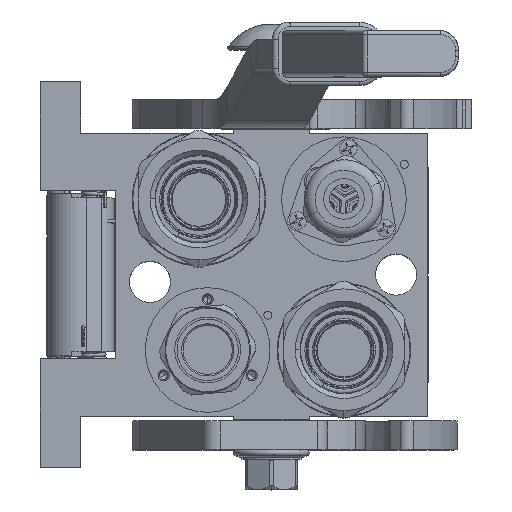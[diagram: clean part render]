
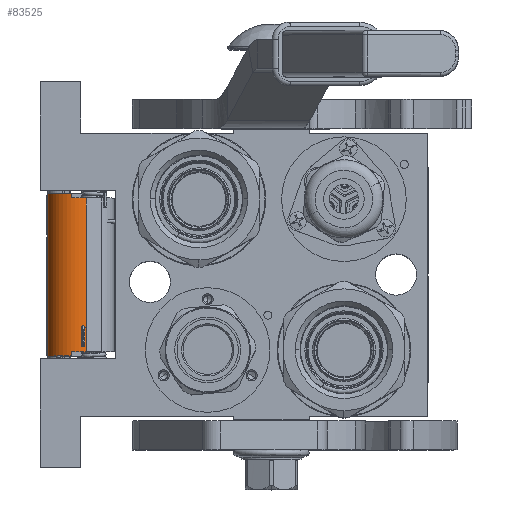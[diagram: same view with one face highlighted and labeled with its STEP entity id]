
A CAD part, top view. The second image highlights one B-rep face of the part: STEP entity #83525.
In plain terms, the highlighted cylindrical face has radius 9.5 mm (diameter 19 mm), a partial arc.
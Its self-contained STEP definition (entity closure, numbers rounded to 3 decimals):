
#3764 = DIRECTION ( 'NONE',  ( 1., 0., 0. ) ) ;
#6227 = CIRCLE ( 'NONE', #177247, 9.5 ) ;
#7195 = CARTESIAN_POINT ( 'NONE',  ( 28., -1.7, -58.5 ) ) ;
#9604 = EDGE_CURVE ( 'NONE', #165073, #58629, #165709, .T. ) ;
#12761 = CARTESIAN_POINT ( 'NONE',  ( -28., -1.7, -58.5 ) ) ;
#19493 = AXIS2_PLACEMENT_3D ( 'NONE', #12761, #167972, #123645 ) ;
#21718 = CYLINDRICAL_SURFACE ( 'NONE', #19493, 9.5 ) ;
#22270 = VERTEX_POINT ( 'NONE', #76196 ) ;
#24455 = EDGE_CURVE ( 'NONE', #59470, #132431, #121041, .T. ) ;
#27902 = CARTESIAN_POINT ( 'NONE',  ( -26.5, -1.7, -58.5 ) ) ;
#31673 = CARTESIAN_POINT ( 'NONE',  ( 26.5, -0.2, -67.881 ) ) ;
#33529 = VERTEX_POINT ( 'NONE', #159246 ) ;
#35904 = AXIS2_PLACEMENT_3D ( 'NONE', #27902, #153564, #126503 ) ;
#37292 = AXIS2_PLACEMENT_3D ( 'NONE', #7195, #177842, #163647 ) ;
#41817 = CARTESIAN_POINT ( 'NONE',  ( -26.5, -5.47, -67.22 ) ) ;
#43645 = CARTESIAN_POINT ( 'NONE',  ( -26.5, -0.2, -67.881 ) ) ;
#46698 = VECTOR ( 'NONE', #3764, 1000. ) ;
#50044 = VECTOR ( 'NONE', #70283, 1000. ) ;
#50347 = FACE_OUTER_BOUND ( 'NONE', #135241, .T. ) ;
#51452 = CIRCLE ( 'NONE', #134369, 9.5 ) ;
#54166 = CARTESIAN_POINT ( 'NONE',  ( -28., -1.7, -58.5 ) ) ;
#58629 = VERTEX_POINT ( 'NONE', #130807 ) ;
#59142 = VERTEX_POINT ( 'NONE', #158276 ) ;
#59470 = VERTEX_POINT ( 'NONE', #80827 ) ;
#66448 = ORIENTED_EDGE ( 'NONE', *, *, #104898, .F. ) ;
#69725 = DIRECTION ( 'NONE',  ( 0., 0.158, -0.987 ) ) ;
#70283 = DIRECTION ( 'NONE',  ( 1., 0., 0. ) ) ;
#76196 = CARTESIAN_POINT ( 'NONE',  ( 26.5, -5.47, -67.22 ) ) ;
#80114 = ORIENTED_EDGE ( 'NONE', *, *, #123733, .F. ) ;
#80827 = CARTESIAN_POINT ( 'NONE',  ( -26.5, -5.47, -67.22 ) ) ;
#80949 = LINE ( 'NONE', #41817, #50044 ) ;
#83525 = ADVANCED_FACE ( 'NONE', ( #50347 ), #21718, .T. ) ;
#88284 = CARTESIAN_POINT ( 'NONE',  ( -28., -0.2, -67.881 ) ) ;
#91459 = DIRECTION ( 'NONE',  ( 0., -0.397, -0.918 ) ) ;
#96593 = VERTEX_POINT ( 'NONE', #123458 ) ;
#99698 = LINE ( 'NONE', #88284, #46698 ) ;
#104072 = CARTESIAN_POINT ( 'NONE',  ( -28., 7.8, -58.5 ) ) ;
#104586 = EDGE_CURVE ( 'NONE', #33529, #132431, #99698, .T. ) ;
#104898 = EDGE_CURVE ( 'NONE', #59470, #22270, #80949, .T. ) ;
#121041 = CIRCLE ( 'NONE', #35904, 9.5 ) ;
#121559 = DIRECTION ( 'NONE',  ( 1., 0., 0. ) ) ;
#122085 = VECTOR ( 'NONE', #170938, 1000. ) ;
#123458 = CARTESIAN_POINT ( 'NONE',  ( 26.5, -0.2, -67.881 ) ) ;
#123645 = DIRECTION ( 'NONE',  ( 0., -1., 0. ) ) ;
#123733 = EDGE_CURVE ( 'NONE', #96593, #165073, #126561, .T. ) ;
#126503 = DIRECTION ( 'NONE',  ( 0., -0.397, -0.918 ) ) ;
#126561 = LINE ( 'NONE', #31673, #122085 ) ;
#130275 = ORIENTED_EDGE ( 'NONE', *, *, #104586, .F. ) ;
#130807 = CARTESIAN_POINT ( 'NONE',  ( 28., 7.8, -58.5 ) ) ;
#132431 = VERTEX_POINT ( 'NONE', #43645 ) ;
#134369 = AXIS2_PLACEMENT_3D ( 'NONE', #164003, #121559, #91459 ) ;
#135241 = EDGE_LOOP ( 'NONE', ( #66448, #146478, #130275, #139920, #180999, #162257, #80114, #143176 ) ) ;
#139920 = ORIENTED_EDGE ( 'NONE', *, *, #155913, .T. ) ;
#139961 = VECTOR ( 'NONE', #174881, 1000. ) ;
#143176 = ORIENTED_EDGE ( 'NONE', *, *, #153151, .F. ) ;
#146478 = ORIENTED_EDGE ( 'NONE', *, *, #24455, .T. ) ;
#153151 = EDGE_CURVE ( 'NONE', #22270, #96593, #51452, .T. ) ;
#153564 = DIRECTION ( 'NONE',  ( 1., 0., 0. ) ) ;
#155913 = EDGE_CURVE ( 'NONE', #33529, #59142, #6227, .T. ) ;
#158276 = CARTESIAN_POINT ( 'NONE',  ( -28., 7.8, -58.5 ) ) ;
#159246 = CARTESIAN_POINT ( 'NONE',  ( -28., -0.2, -67.881 ) ) ;
#162257 = ORIENTED_EDGE ( 'NONE', *, *, #9604, .F. ) ;
#163647 = DIRECTION ( 'NONE',  ( 0., 0.158, -0.987 ) ) ;
#164003 = CARTESIAN_POINT ( 'NONE',  ( 26.5, -1.7, -58.5 ) ) ;
#165073 = VERTEX_POINT ( 'NONE', #172782 ) ;
#165709 = CIRCLE ( 'NONE', #37292, 9.5 ) ;
#167561 = DIRECTION ( 'NONE',  ( 1., 0., 0. ) ) ;
#167972 = DIRECTION ( 'NONE',  ( -1., 0., 0. ) ) ;
#170938 = DIRECTION ( 'NONE',  ( 1., 0., 0. ) ) ;
#172782 = CARTESIAN_POINT ( 'NONE',  ( 28., -0.2, -67.881 ) ) ;
#174235 = EDGE_CURVE ( 'NONE', #59142, #58629, #177390, .T. ) ;
#174881 = DIRECTION ( 'NONE',  ( 1., 0., 0. ) ) ;
#177247 = AXIS2_PLACEMENT_3D ( 'NONE', #54166, #167561, #69725 ) ;
#177390 = LINE ( 'NONE', #104072, #139961 ) ;
#177842 = DIRECTION ( 'NONE',  ( 1., 0., 0. ) ) ;
#180999 = ORIENTED_EDGE ( 'NONE', *, *, #174235, .T. ) ;
